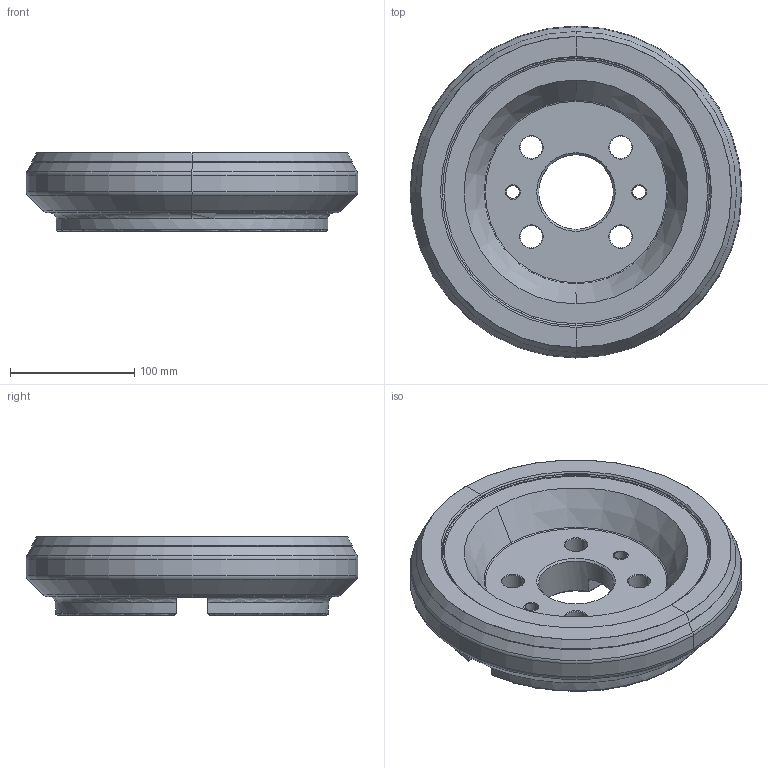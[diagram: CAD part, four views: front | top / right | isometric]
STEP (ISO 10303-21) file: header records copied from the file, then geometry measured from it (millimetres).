
FILE_DESCRIPTION((''),'2;1');
FILE_NAME('6MDK250R00_ASM','2009-07-03T',('Lehmann'),(''),'PRO/ENGINEER BY PARAMETRIC TECHNOLOGY CORPORATION, 2007460','PRO/ENGINEER BY PARAMETRIC TECHNOLOGY CORPORATION, 2007460','');
FILE_SCHEMA(('CONFIG_CONTROL_DESIGN'));
Length unit declared in the file: millimetre
Products named in the file (3): 6MDK250R00_HSG; SCHNEIDE; 6MDK250R00_ASM
Assembly tree (2 placements, depth 2):
  6MDK250R00_ASM
    6MDK250R00_HSG
    SCHNEIDE
Bounding box: 267 x 267 x 62.99 mm (x, y, z)
Volume: 2312813.1 mm3; surface area: 207073.1 mm2
Topology: 2 solids, 4 shells, 109 faces, 250 edges, 146 vertices
Faces by surface type: cone 26, cylinder 26, revolution 24, plane 17, torus 16
Entity records: 4578 total; most frequent: CARTESIAN_POINT 1962, DIRECTION 552, ORIENTED_EDGE 492, EDGE_CURVE 250, AXIS2_PLACEMENT_3D 230, VERTEX_POINT 146, CIRCLE 138, EDGE_LOOP 126
